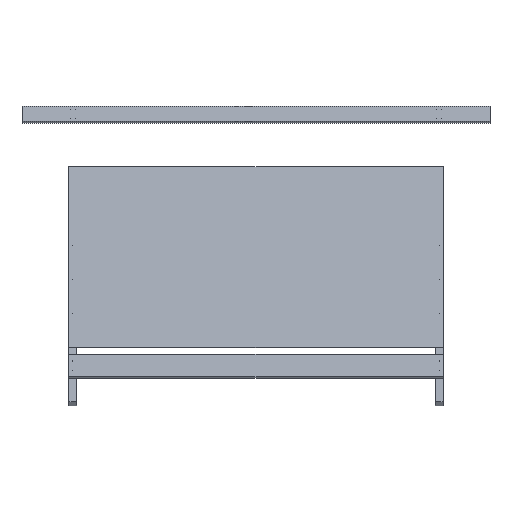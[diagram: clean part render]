
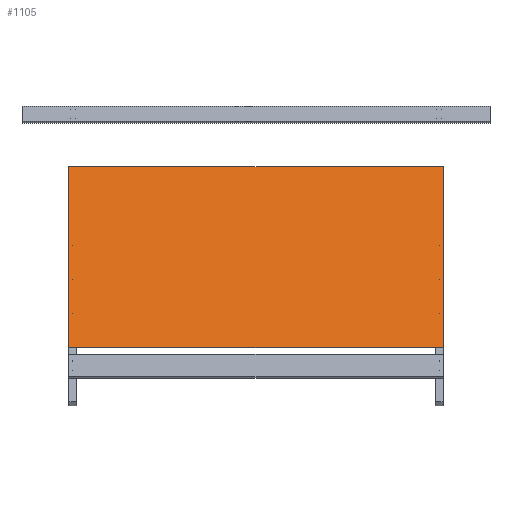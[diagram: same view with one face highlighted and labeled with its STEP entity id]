
A CAD part, top view. The second image highlights one B-rep face of the part: STEP entity #1105.
In plain terms, the highlighted face is planar.
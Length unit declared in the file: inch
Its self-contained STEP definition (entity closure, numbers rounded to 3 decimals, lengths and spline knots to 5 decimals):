
#67=FACE_BOUND('',#226,.T.);
#68=FACE_BOUND('',#227,.T.);
#69=FACE_BOUND('',#228,.T.);
#70=FACE_BOUND('',#229,.T.);
#71=FACE_BOUND('',#230,.T.);
#72=FACE_BOUND('',#231,.T.);
#117=PLANE('',#1249);
#157=FACE_OUTER_BOUND('',#225,.T.);
#225=EDGE_LOOP('',(#863,#864,#865,#866));
#226=EDGE_LOOP('',(#867));
#227=EDGE_LOOP('',(#868));
#228=EDGE_LOOP('',(#869));
#229=EDGE_LOOP('',(#870));
#230=EDGE_LOOP('',(#871));
#231=EDGE_LOOP('',(#872));
#329=LINE('',#1764,#419);
#332=LINE('',#1770,#422);
#335=LINE('',#1776,#425);
#338=LINE('',#1780,#428);
#419=VECTOR('',#1434,0.3937);
#422=VECTOR('',#1439,0.3937);
#425=VECTOR('',#1444,0.3937);
#428=VECTOR('',#1449,0.3937);
#493=CIRCLE('',#1228,0.0625);
#495=CIRCLE('',#1231,0.0625);
#497=CIRCLE('',#1234,0.0625);
#499=CIRCLE('',#1237,0.0625);
#501=CIRCLE('',#1240,0.0625);
#503=CIRCLE('',#1243,0.0625);
#553=VERTEX_POINT('',#1722);
#555=VERTEX_POINT('',#1728);
#557=VERTEX_POINT('',#1734);
#559=VERTEX_POINT('',#1740);
#561=VERTEX_POINT('',#1746);
#563=VERTEX_POINT('',#1752);
#567=VERTEX_POINT('',#1761);
#568=VERTEX_POINT('',#1763);
#570=VERTEX_POINT('',#1769);
#572=VERTEX_POINT('',#1775);
#657=EDGE_CURVE('',#553,#553,#493,.T.);
#660=EDGE_CURVE('',#555,#555,#495,.T.);
#663=EDGE_CURVE('',#557,#557,#497,.T.);
#666=EDGE_CURVE('',#559,#559,#499,.T.);
#669=EDGE_CURVE('',#561,#561,#501,.T.);
#672=EDGE_CURVE('',#563,#563,#503,.T.);
#677=EDGE_CURVE('',#568,#567,#329,.T.);
#680=EDGE_CURVE('',#570,#568,#332,.T.);
#683=EDGE_CURVE('',#572,#570,#335,.T.);
#686=EDGE_CURVE('',#567,#572,#338,.T.);
#863=ORIENTED_EDGE('',*,*,#686,.T.);
#864=ORIENTED_EDGE('',*,*,#683,.T.);
#865=ORIENTED_EDGE('',*,*,#680,.T.);
#866=ORIENTED_EDGE('',*,*,#677,.T.);
#867=ORIENTED_EDGE('',*,*,#657,.T.);
#868=ORIENTED_EDGE('',*,*,#660,.T.);
#869=ORIENTED_EDGE('',*,*,#663,.T.);
#870=ORIENTED_EDGE('',*,*,#666,.T.);
#871=ORIENTED_EDGE('',*,*,#669,.T.);
#872=ORIENTED_EDGE('',*,*,#672,.T.);
#1105=ADVANCED_FACE('',(#157,#67,#68,#69,#70,#71,#72),#117,.T.);
#1228=AXIS2_PLACEMENT_3D('',#1723,#1390,#1391);
#1231=AXIS2_PLACEMENT_3D('',#1729,#1397,#1398);
#1234=AXIS2_PLACEMENT_3D('',#1735,#1404,#1405);
#1237=AXIS2_PLACEMENT_3D('',#1741,#1411,#1412);
#1240=AXIS2_PLACEMENT_3D('',#1747,#1418,#1419);
#1243=AXIS2_PLACEMENT_3D('',#1753,#1425,#1426);
#1249=AXIS2_PLACEMENT_3D('',#1781,#1450,#1451);
#1390=DIRECTION('center_axis',(0.,0.,-1.));
#1391=DIRECTION('ref_axis',(1.,0.,0.));
#1397=DIRECTION('center_axis',(0.,0.,-1.));
#1398=DIRECTION('ref_axis',(1.,0.,0.));
#1404=DIRECTION('center_axis',(0.,0.,-1.));
#1405=DIRECTION('ref_axis',(1.,0.,0.));
#1411=DIRECTION('center_axis',(0.,0.,-1.));
#1412=DIRECTION('ref_axis',(1.,0.,0.));
#1418=DIRECTION('center_axis',(0.,0.,-1.));
#1419=DIRECTION('ref_axis',(1.,0.,0.));
#1425=DIRECTION('center_axis',(0.,0.,-1.));
#1426=DIRECTION('ref_axis',(1.,0.,0.));
#1434=DIRECTION('',(0.,-1.,0.));
#1439=DIRECTION('',(-1.,0.,0.));
#1444=DIRECTION('',(0.,1.,0.));
#1449=DIRECTION('',(1.,0.,0.));
#1450=DIRECTION('center_axis',(0.,0.,1.));
#1451=DIRECTION('ref_axis',(1.,0.,0.));
#1722=CARTESIAN_POINT('',(46.9375,-6.,0.5));
#1723=CARTESIAN_POINT('Origin',(47.,-6.,0.5));
#1728=CARTESIAN_POINT('',(-47.0625,-15.,0.5));
#1729=CARTESIAN_POINT('Origin',(-47.,-15.,0.5));
#1734=CARTESIAN_POINT('',(-47.0625,3.,0.5));
#1735=CARTESIAN_POINT('Origin',(-47.,3.,0.5));
#1740=CARTESIAN_POINT('',(-47.0625,-6.,0.5));
#1741=CARTESIAN_POINT('Origin',(-47.,-6.,0.5));
#1746=CARTESIAN_POINT('',(46.9375,-15.,0.5));
#1747=CARTESIAN_POINT('Origin',(47.,-15.,0.5));
#1752=CARTESIAN_POINT('',(46.9375,3.,0.5));
#1753=CARTESIAN_POINT('Origin',(47.,3.,0.5));
#1761=CARTESIAN_POINT('',(-48.,-24.,0.5));
#1763=CARTESIAN_POINT('',(-48.,24.,0.5));
#1764=CARTESIAN_POINT('',(-48.,-24.,0.5));
#1769=CARTESIAN_POINT('',(48.,24.,0.5));
#1770=CARTESIAN_POINT('',(-48.,24.,0.5));
#1775=CARTESIAN_POINT('',(48.,-24.,0.5));
#1776=CARTESIAN_POINT('',(48.,24.,0.5));
#1780=CARTESIAN_POINT('',(48.,-24.,0.5));
#1781=CARTESIAN_POINT('Origin',(0.,0.,0.5));
